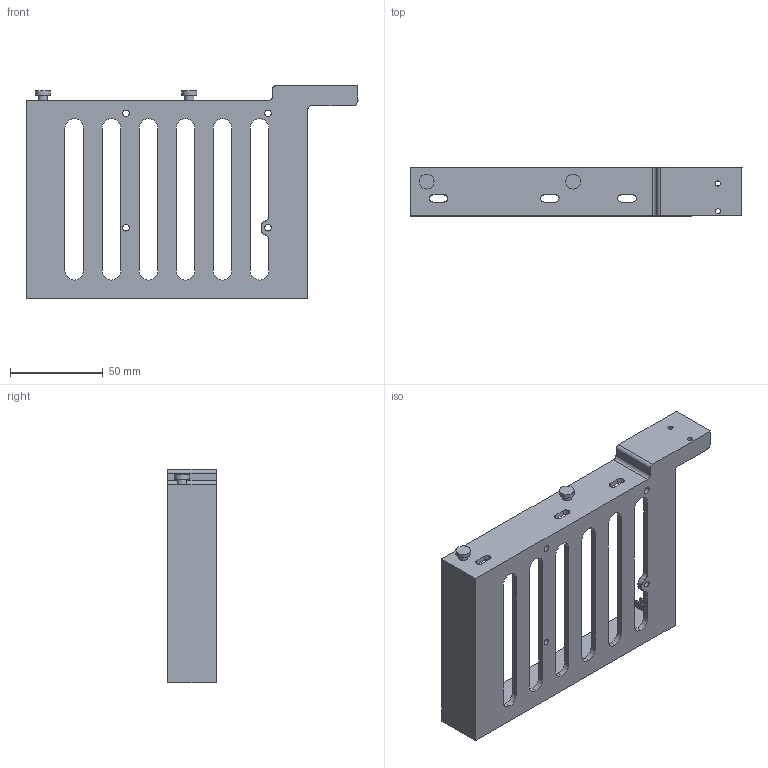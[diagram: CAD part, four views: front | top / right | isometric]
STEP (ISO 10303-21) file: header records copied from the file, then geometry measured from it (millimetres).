
FILE_DESCRIPTION(/* description */ (''),/* implementation_level */ '2;1');
FILE_NAME(/* name */ 'ITG2 Boxor PC DriveCage v4.step',/* time_stamp */ '2022-09-19T13:11:07+02:00',/* author */ (''),/* organization */ (''),/* preprocessor_version */ 'ST-DEVELOPER v19',/* originating_system */ 'Autodesk Translation Framework v11.7.0.108',/* authorisation */ '');
FILE_SCHEMA (('AUTOMOTIVE_DESIGN { 1 0 10303 214 3 1 1 }'));
Length unit declared in the file: millimetre
Products named in the file (1): ITG2 Boxor PC DriveCage
Bounding box: 179 x 26 x 115 mm (x, y, z)
Volume: 62132.7 mm3; surface area: 50213.5 mm2
Topology: 1 solids, 1 shells, 122 faces, 348 edges, 232 vertices
Faces by surface type: cylinder 66, plane 56
Full cylindrical faces by diameter (mm): 2.8 x2, 3.5 x4, 5 x2, 8 x2
Entity records: 4129 total; most frequent: DIRECTION 726, CARTESIAN_POINT 703, ORIENTED_EDGE 696, EDGE_CURVE 348, AXIS2_PLACEMENT_3D 255, VERTEX_POINT 232, LINE 216, VECTOR 216
